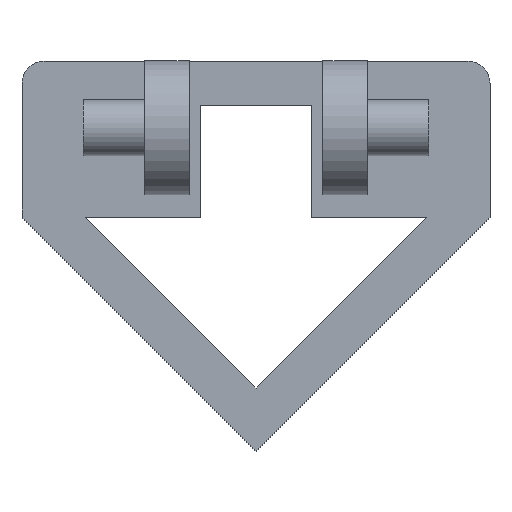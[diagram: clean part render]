
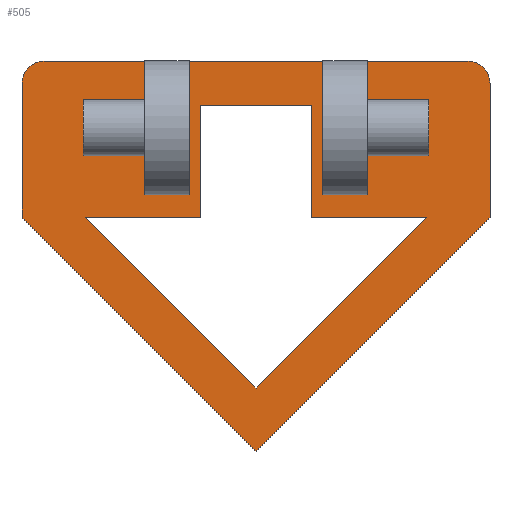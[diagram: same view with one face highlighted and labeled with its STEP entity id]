
A CAD part, top view. The second image highlights one B-rep face of the part: STEP entity #505.
In plain terms, the highlighted planar face has unit normal (0, 0, 1).
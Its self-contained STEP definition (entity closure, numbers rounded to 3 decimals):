
#15=FACE_BOUND('',#72,.T.);
#20=PLANE('',#555);
#43=FACE_OUTER_BOUND('',#71,.T.);
#71=EDGE_LOOP('',(#369,#370,#371,#372,#373,#374,#375,#376,#377,#378,#379,
#380,#381,#382,#383));
#72=EDGE_LOOP('',(#384,#385,#386,#387,#388,#389,#390));
#103=LINE('',#745,#163);
#107=LINE('',#753,#167);
#111=LINE('',#761,#171);
#114=LINE('',#767,#174);
#115=LINE('',#769,#175);
#116=LINE('',#771,#176);
#117=LINE('',#773,#177);
#118=LINE('',#776,#178);
#119=LINE('',#778,#179);
#120=LINE('',#779,#180);
#121=LINE('',#781,#181);
#122=LINE('',#783,#182);
#123=LINE('',#784,#183);
#124=LINE('',#787,#184);
#125=LINE('',#789,#185);
#126=LINE('',#791,#186);
#127=LINE('',#793,#187);
#128=LINE('',#795,#188);
#129=LINE('',#797,#189);
#130=LINE('',#798,#190);
#163=VECTOR('',#603,10.);
#167=VECTOR('',#607,10.);
#171=VECTOR('',#611,10.);
#174=VECTOR('',#616,10.);
#175=VECTOR('',#617,10.);
#176=VECTOR('',#618,10.);
#177=VECTOR('',#619,10.);
#178=VECTOR('',#622,10.);
#179=VECTOR('',#623,10.);
#180=VECTOR('',#624,10.);
#181=VECTOR('',#625,10.);
#182=VECTOR('',#626,10.);
#183=VECTOR('',#627,10.);
#184=VECTOR('',#628,10.);
#185=VECTOR('',#629,10.);
#186=VECTOR('',#630,10.);
#187=VECTOR('',#631,10.);
#188=VECTOR('',#632,10.);
#189=VECTOR('',#633,10.);
#190=VECTOR('',#634,10.);
#222=CIRCLE('',#553,2.);
#223=CIRCLE('',#556,2.);
#235=VERTEX_POINT('',#738);
#236=VERTEX_POINT('',#740);
#237=VERTEX_POINT('',#744);
#240=VERTEX_POINT('',#750);
#241=VERTEX_POINT('',#752);
#244=VERTEX_POINT('',#758);
#245=VERTEX_POINT('',#760);
#247=VERTEX_POINT('',#766);
#248=VERTEX_POINT('',#768);
#249=VERTEX_POINT('',#770);
#250=VERTEX_POINT('',#772);
#251=VERTEX_POINT('',#775);
#252=VERTEX_POINT('',#777);
#253=VERTEX_POINT('',#780);
#254=VERTEX_POINT('',#782);
#255=VERTEX_POINT('',#785);
#256=VERTEX_POINT('',#786);
#257=VERTEX_POINT('',#788);
#258=VERTEX_POINT('',#790);
#259=VERTEX_POINT('',#792);
#260=VERTEX_POINT('',#794);
#261=VERTEX_POINT('',#796);
#283=EDGE_CURVE('',#235,#236,#222,.T.);
#285=EDGE_CURVE('',#237,#236,#103,.T.);
#289=EDGE_CURVE('',#241,#240,#107,.T.);
#293=EDGE_CURVE('',#245,#244,#111,.T.);
#296=EDGE_CURVE('',#235,#247,#114,.T.);
#297=EDGE_CURVE('',#247,#248,#115,.T.);
#298=EDGE_CURVE('',#248,#249,#116,.T.);
#299=EDGE_CURVE('',#249,#250,#117,.T.);
#300=EDGE_CURVE('',#245,#250,#223,.T.);
#301=EDGE_CURVE('',#244,#251,#118,.T.);
#302=EDGE_CURVE('',#251,#252,#119,.T.);
#303=EDGE_CURVE('',#252,#241,#120,.T.);
#304=EDGE_CURVE('',#240,#253,#121,.T.);
#305=EDGE_CURVE('',#253,#254,#122,.T.);
#306=EDGE_CURVE('',#254,#237,#123,.T.);
#307=EDGE_CURVE('',#255,#256,#124,.T.);
#308=EDGE_CURVE('',#256,#257,#125,.T.);
#309=EDGE_CURVE('',#257,#258,#126,.T.);
#310=EDGE_CURVE('',#258,#259,#127,.T.);
#311=EDGE_CURVE('',#259,#260,#128,.T.);
#312=EDGE_CURVE('',#260,#261,#129,.T.);
#313=EDGE_CURVE('',#261,#255,#130,.T.);
#369=ORIENTED_EDGE('',*,*,#283,.F.);
#370=ORIENTED_EDGE('',*,*,#296,.T.);
#371=ORIENTED_EDGE('',*,*,#297,.T.);
#372=ORIENTED_EDGE('',*,*,#298,.T.);
#373=ORIENTED_EDGE('',*,*,#299,.T.);
#374=ORIENTED_EDGE('',*,*,#300,.F.);
#375=ORIENTED_EDGE('',*,*,#293,.T.);
#376=ORIENTED_EDGE('',*,*,#301,.T.);
#377=ORIENTED_EDGE('',*,*,#302,.T.);
#378=ORIENTED_EDGE('',*,*,#303,.T.);
#379=ORIENTED_EDGE('',*,*,#289,.T.);
#380=ORIENTED_EDGE('',*,*,#304,.T.);
#381=ORIENTED_EDGE('',*,*,#305,.T.);
#382=ORIENTED_EDGE('',*,*,#306,.T.);
#383=ORIENTED_EDGE('',*,*,#285,.T.);
#384=ORIENTED_EDGE('',*,*,#307,.T.);
#385=ORIENTED_EDGE('',*,*,#308,.T.);
#386=ORIENTED_EDGE('',*,*,#309,.T.);
#387=ORIENTED_EDGE('',*,*,#310,.T.);
#388=ORIENTED_EDGE('',*,*,#311,.T.);
#389=ORIENTED_EDGE('',*,*,#312,.T.);
#390=ORIENTED_EDGE('',*,*,#313,.T.);
#505=ADVANCED_FACE('',(#43,#15),#20,.T.);
#553=AXIS2_PLACEMENT_3D('',#741,#598,#599);
#555=AXIS2_PLACEMENT_3D('',#765,#614,#615);
#556=AXIS2_PLACEMENT_3D('',#774,#620,#621);
#598=DIRECTION('center_axis',(0.,0.,-1.));
#599=DIRECTION('ref_axis',(-0.707,0.707,0.));
#603=DIRECTION('',(-1.,0.,0.));
#607=DIRECTION('',(-1.,0.,0.));
#611=DIRECTION('',(-1.,0.,0.));
#614=DIRECTION('center_axis',(0.,0.,1.));
#615=DIRECTION('ref_axis',(1.,0.,0.));
#616=DIRECTION('',(0.,-1.,0.));
#617=DIRECTION('',(0.707,-0.707,0.));
#618=DIRECTION('',(0.707,0.707,0.));
#619=DIRECTION('',(0.,1.,0.));
#620=DIRECTION('center_axis',(0.,0.,-1.));
#621=DIRECTION('ref_axis',(0.707,0.707,0.));
#622=DIRECTION('',(0.,-1.,0.));
#623=DIRECTION('',(-1.,0.,0.));
#624=DIRECTION('',(0.,1.,0.));
#625=DIRECTION('',(0.,-1.,0.));
#626=DIRECTION('',(-1.,0.,0.));
#627=DIRECTION('',(0.,1.,0.));
#628=DIRECTION('',(1.,0.,0.));
#629=DIRECTION('',(0.,-1.,0.));
#630=DIRECTION('',(1.,0.,0.));
#631=DIRECTION('',(-0.707,-0.707,0.));
#632=DIRECTION('',(-0.707,0.707,0.));
#633=DIRECTION('',(1.,0.,0.));
#634=DIRECTION('',(0.,1.,0.));
#738=CARTESIAN_POINT('',(-21.,33.,0.));
#740=CARTESIAN_POINT('',(-19.,35.,0.));
#741=CARTESIAN_POINT('Origin',(-19.,33.,0.));
#744=CARTESIAN_POINT('',(-10.,35.,0.));
#745=CARTESIAN_POINT('',(21.,35.,0.));
#750=CARTESIAN_POINT('',(-6.,35.,0.));
#752=CARTESIAN_POINT('',(6.,35.,0.));
#753=CARTESIAN_POINT('',(21.,35.,0.));
#758=CARTESIAN_POINT('',(10.,35.,0.));
#760=CARTESIAN_POINT('',(19.,35.,0.));
#761=CARTESIAN_POINT('',(21.,35.,0.));
#765=CARTESIAN_POINT('Origin',(0.,17.5,0.));
#766=CARTESIAN_POINT('',(-21.,21.,0.));
#767=CARTESIAN_POINT('',(-21.,35.,0.));
#768=CARTESIAN_POINT('',(0.,0.,0.));
#769=CARTESIAN_POINT('',(-21.,21.,0.));
#770=CARTESIAN_POINT('',(21.,21.,0.));
#771=CARTESIAN_POINT('',(0.,0.,0.));
#772=CARTESIAN_POINT('',(21.,33.,0.));
#773=CARTESIAN_POINT('',(21.,21.,0.));
#774=CARTESIAN_POINT('Origin',(19.,33.,0.));
#775=CARTESIAN_POINT('',(10.,23.,0.));
#776=CARTESIAN_POINT('',(10.,23.25,0.));
#777=CARTESIAN_POINT('',(6.,23.,0.));
#778=CARTESIAN_POINT('',(3.,23.,0.));
#779=CARTESIAN_POINT('',(6.,23.25,0.));
#780=CARTESIAN_POINT('',(-6.,23.,0.));
#781=CARTESIAN_POINT('',(-6.,23.25,0.));
#782=CARTESIAN_POINT('',(-10.,23.,0.));
#783=CARTESIAN_POINT('',(-3.,23.,0.));
#784=CARTESIAN_POINT('',(-10.,23.25,0.));
#785=CARTESIAN_POINT('',(-5.,31.,0.));
#786=CARTESIAN_POINT('',(5.,31.,0.));
#787=CARTESIAN_POINT('',(-5.,31.,0.));
#788=CARTESIAN_POINT('',(5.,21.,0.));
#789=CARTESIAN_POINT('',(5.,31.,0.));
#790=CARTESIAN_POINT('',(15.343,21.,0.));
#791=CARTESIAN_POINT('',(5.,21.,0.));
#792=CARTESIAN_POINT('',(0.,5.657,0.));
#793=CARTESIAN_POINT('',(15.343,21.,0.));
#794=CARTESIAN_POINT('',(-15.343,21.,0.));
#795=CARTESIAN_POINT('',(0.,5.657,0.));
#796=CARTESIAN_POINT('',(-5.,21.,0.));
#797=CARTESIAN_POINT('',(-15.343,21.,0.));
#798=CARTESIAN_POINT('',(-5.,21.,0.));
